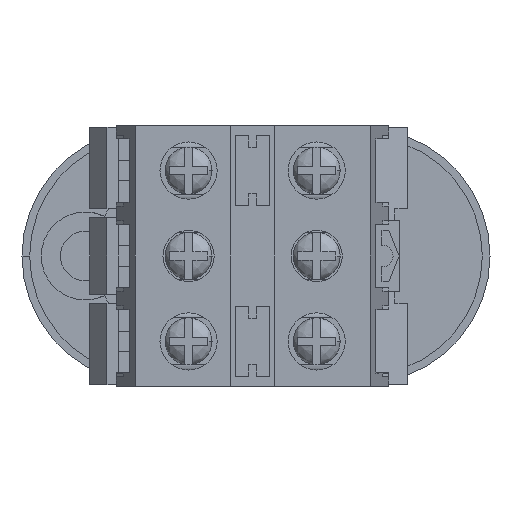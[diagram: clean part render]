
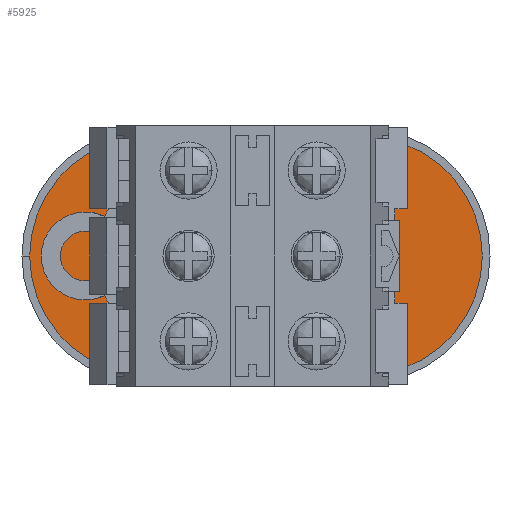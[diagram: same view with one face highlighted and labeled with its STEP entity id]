
A CAD part, front view. The second image highlights one B-rep face of the part: STEP entity #5925.
In plain terms, the highlighted planar face has unit normal (0, -1, 0).
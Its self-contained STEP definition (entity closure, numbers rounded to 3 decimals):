
#93 = FACE_BOUND ( 'NONE', #4626, .T. ) ;
#151 = CIRCLE ( 'NONE', #818, 14. ) ;
#290 = EDGE_CURVE ( 'NONE', #15331, #12218, #9308, .T. ) ;
#346 = CIRCLE ( 'NONE', #4009, 10.75 ) ;
#744 = LINE ( 'NONE', #16497, #5841 ) ;
#818 = AXIS2_PLACEMENT_3D ( 'NONE', #8271, #18450, #6898 ) ;
#1430 = CARTESIAN_POINT ( 'NONE',  ( 0.4, 57., 0. ) ) ;
#1926 = EDGE_CURVE ( 'NONE', #2060, #18114, #151, .T. ) ;
#2060 = VERTEX_POINT ( 'NONE', #4679 ) ;
#2365 = AXIS2_PLACEMENT_3D ( 'NONE', #1430, #7803, #7705 ) ;
#2530 = VERTEX_POINT ( 'NONE', #3591 ) ;
#2599 = VERTEX_POINT ( 'NONE', #19038 ) ;
#2709 = CARTESIAN_POINT ( 'NONE',  ( 0.4, 57., 0. ) ) ;
#2808 = DIRECTION ( 'NONE',  ( -1., 0., 0. ) ) ;
#3021 = DIRECTION ( 'NONE',  ( 0., 1., 0. ) ) ;
#3174 = EDGE_CURVE ( 'NONE', #18114, #19147, #744, .T. ) ;
#3591 = CARTESIAN_POINT ( 'NONE',  ( 0.4, 57., -10.75 ) ) ;
#3711 = CARTESIAN_POINT ( 'NONE',  ( 12.9, 57., 14. ) ) ;
#4009 = AXIS2_PLACEMENT_3D ( 'NONE', #2709, #5532, #7197 ) ;
#4626 = EDGE_LOOP ( 'NONE', ( #18660, #4922 ) ) ;
#4679 = CARTESIAN_POINT ( 'NONE',  ( -12.1, 57., -14. ) ) ;
#4922 = ORIENTED_EDGE ( 'NONE', *, *, #10554, .F. ) ;
#5532 = DIRECTION ( 'NONE',  ( 0., -1., 0. ) ) ;
#5841 = VECTOR ( 'NONE', #15133, 1000. ) ;
#5925 = ADVANCED_FACE ( 'NONE', ( #93, #17206 ), #12509, .F. ) ;
#6898 = DIRECTION ( 'NONE',  ( -1., 0., 0. ) ) ;
#7197 = DIRECTION ( 'NONE',  ( -1., 0., 0. ) ) ;
#7431 = AXIS2_PLACEMENT_3D ( 'NONE', #7735, #12323, #17430 ) ;
#7705 = DIRECTION ( 'NONE',  ( -1., 0., 0. ) ) ;
#7735 = CARTESIAN_POINT ( 'NONE',  ( 12.9, 57., 0. ) ) ;
#7803 = DIRECTION ( 'NONE',  ( 0., -1., 0. ) ) ;
#8271 = CARTESIAN_POINT ( 'NONE',  ( -12.1, 57., 0. ) ) ;
#8427 = EDGE_CURVE ( 'NONE', #12218, #2060, #14967, .T. ) ;
#8723 = ORIENTED_EDGE ( 'NONE', *, *, #290, .F. ) ;
#9308 = CIRCLE ( 'NONE', #10309, 14. ) ;
#9479 = CARTESIAN_POINT ( 'NONE',  ( -12.1, 57., 0. ) ) ;
#9604 = VECTOR ( 'NONE', #19453, 1000. ) ;
#9740 = ORIENTED_EDGE ( 'NONE', *, *, #8427, .F. ) ;
#10309 = AXIS2_PLACEMENT_3D ( 'NONE', #19318, #19416, #16181 ) ;
#10554 = EDGE_CURVE ( 'NONE', #2599, #2530, #346, .T. ) ;
#11457 = ORIENTED_EDGE ( 'NONE', *, *, #1926, .F. ) ;
#11635 = CARTESIAN_POINT ( 'NONE',  ( -12.1, 57., -14. ) ) ;
#12218 = VERTEX_POINT ( 'NONE', #13264 ) ;
#12323 = DIRECTION ( 'NONE',  ( 0., 1., 0. ) ) ;
#12509 = PLANE ( 'NONE',  #13535 ) ;
#12991 = EDGE_CURVE ( 'NONE', #2530, #2599, #18368, .T. ) ;
#13264 = CARTESIAN_POINT ( 'NONE',  ( 12.9, 57., -14. ) ) ;
#13310 = CARTESIAN_POINT ( 'NONE',  ( 26.9, 57., 0. ) ) ;
#13535 = AXIS2_PLACEMENT_3D ( 'NONE', #9479, #3021, #2808 ) ;
#14967 = LINE ( 'NONE', #11635, #9604 ) ;
#15133 = DIRECTION ( 'NONE',  ( 1., 0., 0. ) ) ;
#15331 = VERTEX_POINT ( 'NONE', #13310 ) ;
#15365 = EDGE_CURVE ( 'NONE', #19147, #15331, #16426, .T. ) ;
#16181 = DIRECTION ( 'NONE',  ( -1., 0., 0. ) ) ;
#16360 = CARTESIAN_POINT ( 'NONE',  ( -12.1, 57., 14. ) ) ;
#16426 = CIRCLE ( 'NONE', #7431, 14. ) ;
#16497 = CARTESIAN_POINT ( 'NONE',  ( -12.1, 57., 14. ) ) ;
#17206 = FACE_OUTER_BOUND ( 'NONE', #19533, .T. ) ;
#17430 = DIRECTION ( 'NONE',  ( -1., 0., 0. ) ) ;
#17823 = ORIENTED_EDGE ( 'NONE', *, *, #15365, .F. ) ;
#18114 = VERTEX_POINT ( 'NONE', #16360 ) ;
#18368 = CIRCLE ( 'NONE', #2365, 10.75 ) ;
#18450 = DIRECTION ( 'NONE',  ( 0., 1., 0. ) ) ;
#18660 = ORIENTED_EDGE ( 'NONE', *, *, #12991, .F. ) ;
#19038 = CARTESIAN_POINT ( 'NONE',  ( 0.4, 57., 10.75 ) ) ;
#19147 = VERTEX_POINT ( 'NONE', #3711 ) ;
#19318 = CARTESIAN_POINT ( 'NONE',  ( 12.9, 57., 0. ) ) ;
#19416 = DIRECTION ( 'NONE',  ( 0., 1., 0. ) ) ;
#19453 = DIRECTION ( 'NONE',  ( -1., 0., 0. ) ) ;
#19533 = EDGE_LOOP ( 'NONE', ( #11457, #9740, #8723, #17823, #20418 ) ) ;
#20418 = ORIENTED_EDGE ( 'NONE', *, *, #3174, .F. ) ;
